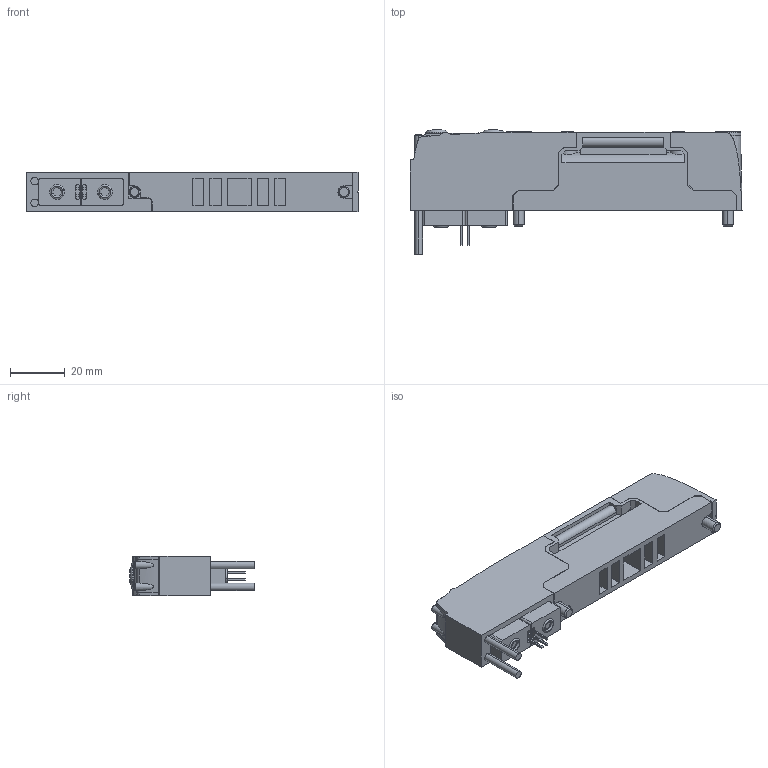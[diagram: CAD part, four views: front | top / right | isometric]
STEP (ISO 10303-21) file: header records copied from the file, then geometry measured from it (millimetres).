
FILE_DESCRIPTION (( 'STEP AP203' ), '1' );
FILE_NAME ('PAL-V2-32A.step', '2020-10-29T13:42:59', ( '' ), ( '' ), 'SwSTEP 2.0', 'SolidWorks 2019', '' );
FILE_SCHEMA (( 'CONFIG_CONTROL_DESIGN' ));
Length unit declared in the file: millimetre
Products named in the file (1): PAL-V2-32A
Bounding box: 120.8 x 45.4 x 14.2 mm (x, y, z)
Volume: 44729.3 mm3; surface area: 18021.6 mm2
Topology: 1 solids, 1 shells, 564 faces, 1519 edges, 1000 vertices
Faces by surface type: plane 406, cylinder 121, torus 24, cone 13
Entity records: 18054 total; most frequent: CARTESIAN_POINT 3738, ORIENTED_EDGE 3038, DIRECTION 2845, EDGE_CURVE 1519, LINE 1119, VECTOR 1119, VERTEX_POINT 1000, AXIS2_PLACEMENT_3D 863
